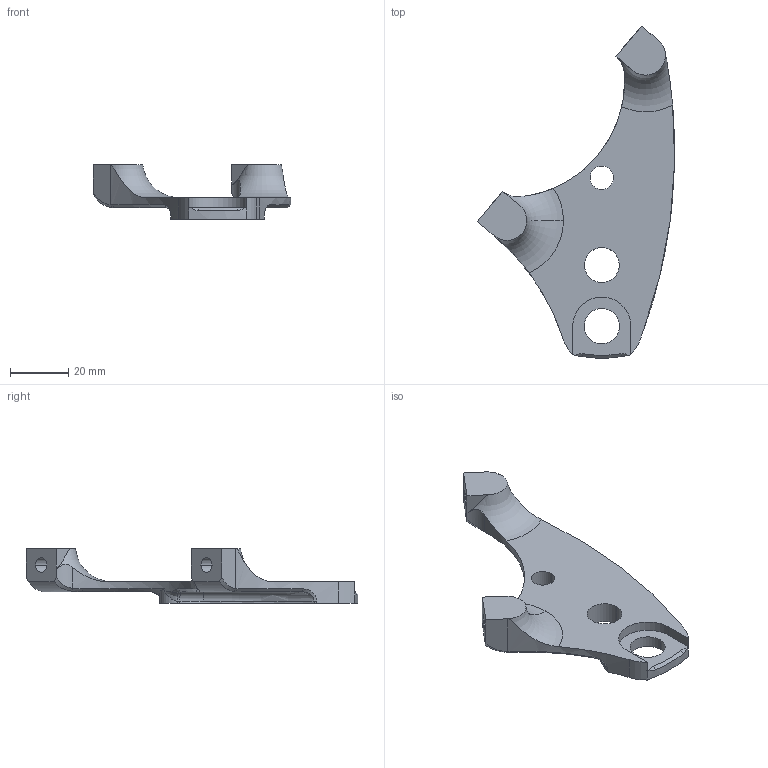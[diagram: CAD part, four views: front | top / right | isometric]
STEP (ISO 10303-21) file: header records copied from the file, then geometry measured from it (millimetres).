
FILE_DESCRIPTION (( 'STEP AP214' ), '1' );
FILE_NAME ('DR4062.STEP', '2015-06-29T22:08:45', ( 'Accounting' ), ( 'Microsoft' ), 'SwSTEP 2.0', 'SolidWorks 2015', '' );
FILE_SCHEMA (( 'AUTOMOTIVE_DESIGN' ));
Length unit declared in the file: millimetre
Products named in the file (1): DR4062
Bounding box: 67.9 x 114.13 x 18.9 mm (x, y, z)
Volume: 19781 mm3; surface area: 10445.7 mm2
Topology: 1 solids, 1 shells, 79 faces, 203 edges, 127 vertices
Faces by surface type: cylinder 29, plane 19, bspline 13, torus 10, cone 8
Entity records: 3537 total; most frequent: CARTESIAN_POINT 1639, ORIENTED_EDGE 404, DIRECTION 378, EDGE_CURVE 202, AXIS2_PLACEMENT_3D 159, VERTEX_POINT 127, CIRCLE 92, EDGE_LOOP 87
